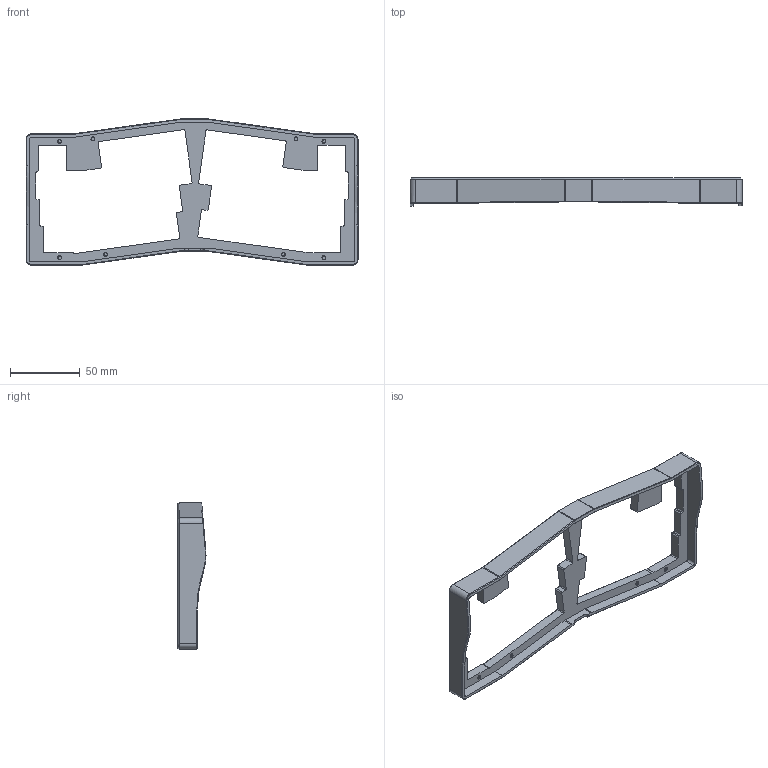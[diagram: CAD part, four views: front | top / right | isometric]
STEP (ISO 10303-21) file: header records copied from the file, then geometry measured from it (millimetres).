
FILE_DESCRIPTION(/* description */ (''),/* implementation_level */ '2;1');
FILE_NAME(/* name */ 'Top.step',/* time_stamp */ '2021-08-29T17:20:59+02:00',/* author */ (''),/* organization */ (''),/* preprocessor_version */ 'ST-DEVELOPER v18.1',/* originating_system */ 'Autodesk Translation Framework v10.10.0.1391',/* authorisation */ '');
FILE_SCHEMA (('AUTOMOTIVE_DESIGN { 1 0 10303 214 3 1 1 }'));
Length unit declared in the file: millimetre
Products named in the file (1): Top
Bounding box: 238.27 x 20.12 x 105.02 mm (x, y, z)
Volume: 66099 mm3; surface area: 37162.9 mm2
Topology: 1 solids, 1 shells, 506 faces, 1347 edges, 851 vertices
Faces by surface type: cylinder 262, plane 148, cone 64, bspline 32
Full cylindrical faces by diameter (mm): 2.529 x48, 3.086 x16
Entity records: 27916 total; most frequent: CARTESIAN_POINT 16137, ORIENTED_EDGE 2694, DIRECTION 2081, EDGE_CURVE 1347, VERTEX_POINT 851, AXIS2_PLACEMENT_3D 705, LINE 671, VECTOR 671
